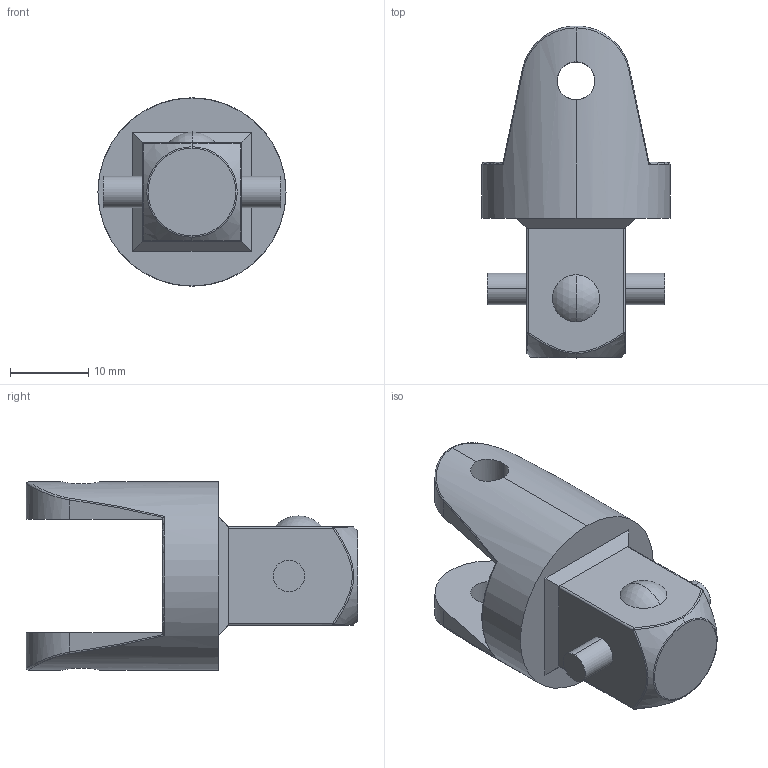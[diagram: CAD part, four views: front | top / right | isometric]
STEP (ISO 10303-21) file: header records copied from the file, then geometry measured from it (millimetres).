
FILE_DESCRIPTION (( 'STEP AP203' ), '1' );
FILE_NAME ('driver_Default_sldprt.STEP', '2023-11-28T09:24:37', ( '' ), ( '' ), 'SwSTEP 2.0', 'SolidWorks 2023', '' );
FILE_SCHEMA (( 'CONFIG_CONTROL_DESIGN' ));
Length unit declared in the file: millimetre
Products named in the file (1): driver_Default_sldprt
Bounding box: 24 x 42.33 x 24 mm (x, y, z)
Volume: 7951.7 mm3; surface area: 3571 mm2
Topology: 1 solids, 1 shells, 57 faces, 142 edges, 89 vertices
Faces by surface type: plane 19, cylinder 16, bspline 10, sphere 6, torus 4, cone 2
Entity records: 2617 total; most frequent: CARTESIAN_POINT 1295, ORIENTED_EDGE 284, DIRECTION 232, EDGE_CURVE 142, AXIS2_PLACEMENT_3D 94, VERTEX_POINT 89, EDGE_LOOP 63, FACE_OUTER_BOUND 57
